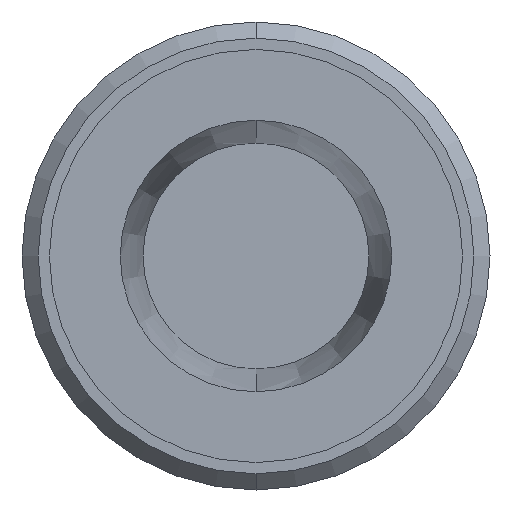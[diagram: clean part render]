
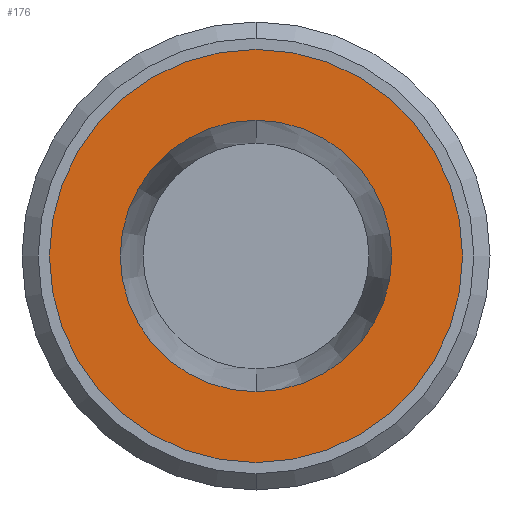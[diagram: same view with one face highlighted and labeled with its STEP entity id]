
A CAD part, front view. The second image highlights one B-rep face of the part: STEP entity #176.
In plain terms, the highlighted planar face has unit normal (0, -1, 0).
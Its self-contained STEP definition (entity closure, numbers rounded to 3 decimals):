
#12 = FACE_OUTER_BOUND ( 'NONE', #139, .T. ) ;
#18 = VERTEX_POINT ( 'NONE', #41 ) ;
#31 = VERTEX_POINT ( 'NONE', #439 ) ;
#36 = DIRECTION ( 'NONE',  ( 0., 0., 1. ) ) ;
#41 = CARTESIAN_POINT ( 'NONE',  ( 0., 0., -3.2 ) ) ;
#45 = CARTESIAN_POINT ( 'NONE',  ( 0., 0., 0. ) ) ;
#49 = DIRECTION ( 'NONE',  ( 0., 0., 1. ) ) ;
#58 = ORIENTED_EDGE ( 'NONE', *, *, #378, .F. ) ;
#89 = EDGE_CURVE ( 'NONE', #429, #422, #207, .T. ) ;
#122 = DIRECTION ( 'NONE',  ( 0., 1., 0. ) ) ;
#125 = AXIS2_PLACEMENT_3D ( 'NONE', #45, #122, #237 ) ;
#139 = EDGE_LOOP ( 'NONE', ( #58, #324 ) ) ;
#143 = AXIS2_PLACEMENT_3D ( 'NONE', #157, #229, #430 ) ;
#157 = CARTESIAN_POINT ( 'NONE',  ( 0., 0., 0. ) ) ;
#171 = AXIS2_PLACEMENT_3D ( 'NONE', #366, #450, #49 ) ;
#176 = ADVANCED_FACE ( 'NONE', ( #200, #12 ), #285, .F. ) ;
#200 = FACE_BOUND ( 'NONE', #509, .T. ) ;
#207 = CIRCLE ( 'NONE', #171, 2.103 ) ;
#227 = AXIS2_PLACEMENT_3D ( 'NONE', #351, #408, #36 ) ;
#229 = DIRECTION ( 'NONE',  ( 0., 1., 0. ) ) ;
#237 = DIRECTION ( 'NONE',  ( 0., 0., 1. ) ) ;
#266 = DIRECTION ( 'NONE',  ( 0., 1., 0. ) ) ;
#269 = CARTESIAN_POINT ( 'NONE',  ( 0., 0., 2.103 ) ) ;
#285 = PLANE ( 'NONE',  #125 ) ;
#314 = CIRCLE ( 'NONE', #489, 2.103 ) ;
#318 = CARTESIAN_POINT ( 'NONE',  ( 0., 0., 0. ) ) ;
#324 = ORIENTED_EDGE ( 'NONE', *, *, #353, .F. ) ;
#351 = CARTESIAN_POINT ( 'NONE',  ( 0., 0., 0. ) ) ;
#353 = EDGE_CURVE ( 'NONE', #31, #18, #426, .T. ) ;
#366 = CARTESIAN_POINT ( 'NONE',  ( 0., 0., 0. ) ) ;
#370 = EDGE_CURVE ( 'NONE', #422, #429, #314, .T. ) ;
#373 = ORIENTED_EDGE ( 'NONE', *, *, #89, .T. ) ;
#376 = ORIENTED_EDGE ( 'NONE', *, *, #370, .T. ) ;
#378 = EDGE_CURVE ( 'NONE', #18, #31, #414, .T. ) ;
#408 = DIRECTION ( 'NONE',  ( 0., 1., 0. ) ) ;
#414 = CIRCLE ( 'NONE', #227, 3.2 ) ;
#422 = VERTEX_POINT ( 'NONE', #512 ) ;
#426 = CIRCLE ( 'NONE', #143, 3.2 ) ;
#429 = VERTEX_POINT ( 'NONE', #269 ) ;
#430 = DIRECTION ( 'NONE',  ( 0., 0., 1. ) ) ;
#439 = CARTESIAN_POINT ( 'NONE',  ( 0., 0., 3.2 ) ) ;
#442 = DIRECTION ( 'NONE',  ( 0., 0., 1. ) ) ;
#450 = DIRECTION ( 'NONE',  ( 0., 1., 0. ) ) ;
#489 = AXIS2_PLACEMENT_3D ( 'NONE', #318, #266, #442 ) ;
#509 = EDGE_LOOP ( 'NONE', ( #376, #373 ) ) ;
#512 = CARTESIAN_POINT ( 'NONE',  ( 0., 0., -2.103 ) ) ;
